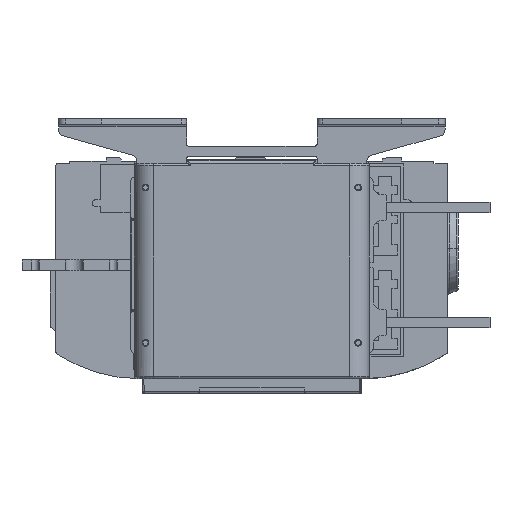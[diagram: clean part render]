
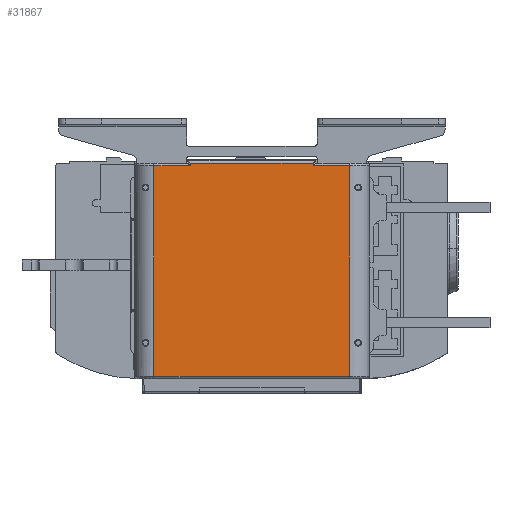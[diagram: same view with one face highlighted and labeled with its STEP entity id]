
A CAD part, left-side view. The second image highlights one B-rep face of the part: STEP entity #31867.
In plain terms, the highlighted face is planar.
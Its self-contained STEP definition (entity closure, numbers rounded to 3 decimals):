
#30727=DIRECTION('',(0.,1.,0.));
#30728=VECTOR('',#30727,161.);
#30729=CARTESIAN_POINT('',(15.,-76.,-75.));
#30730=LINE('',#30729,#30728);
#30796=CARTESIAN_POINT('',(15.,-78.,-47.));
#30798=DIRECTION('',(0.,1.,0.));
#30799=VECTOR('',#30798,2.);
#30800=CARTESIAN_POINT('',(15.,-78.,-47.));
#30801=LINE('',#30800,#30799);
#30830=CARTESIAN_POINT('',(15.,-78.,47.));
#30832=DIRECTION('',(0.,0.,-1.));
#30833=VECTOR('',#30832,94.);
#30834=CARTESIAN_POINT('',(15.,-78.,47.));
#30835=LINE('',#30834,#30833);
#30880=CARTESIAN_POINT('',(15.,-76.,47.));
#30882=DIRECTION('',(0.,-1.,0.));
#30883=VECTOR('',#30882,2.);
#30884=CARTESIAN_POINT('',(15.,-76.,47.));
#30885=LINE('',#30884,#30883);
#30890=DIRECTION('',(0.,0.,-1.));
#30891=VECTOR('',#30890,28.);
#30892=CARTESIAN_POINT('',(15.,-76.,75.));
#30893=LINE('',#30892,#30891);
#30927=DIRECTION('',(0.,-1.,0.));
#30928=VECTOR('',#30927,161.);
#30929=CARTESIAN_POINT('',(15.,85.,75.));
#30930=LINE('',#30929,#30928);
#30973=DIRECTION('',(0.,0.,1.));
#30974=VECTOR('',#30973,150.);
#30975=CARTESIAN_POINT('',(15.,85.,-75.));
#30976=LINE('',#30975,#30974);
#30977=DIRECTION('',(0.,0.,-1.));
#30978=VECTOR('',#30977,28.);
#30979=CARTESIAN_POINT('',(15.,-76.,-47.));
#30980=LINE('',#30979,#30978);
#31471=CARTESIAN_POINT('',(15.,85.,75.));
#31472=VERTEX_POINT('',#31471);
#31473=CARTESIAN_POINT('',(15.,-76.,75.));
#31474=VERTEX_POINT('',#31473);
#31485=CARTESIAN_POINT('',(15.,85.,-75.));
#31486=VERTEX_POINT('',#31485);
#31489=CARTESIAN_POINT('',(15.,-76.,-75.));
#31490=VERTEX_POINT('',#31489);
#31503=VERTEX_POINT('',#30796);
#31504=CARTESIAN_POINT('',(15.,-76.,-47.));
#31505=VERTEX_POINT('',#31504);
#31508=VERTEX_POINT('',#30830);
#31511=VERTEX_POINT('',#30880);
#31851=CARTESIAN_POINT('',(15.,0.,0.));
#31852=DIRECTION('',(1.,0.,0.));
#31853=DIRECTION('',(0.,0.,-1.));
#31854=AXIS2_PLACEMENT_3D('',#31851,#31852,#31853);
#31855=PLANE('',#31854);
#31856=ORIENTED_EDGE('',*,*,#31845,.F.);
#31857=ORIENTED_EDGE('',*,*,#31598,.F.);
#31859=ORIENTED_EDGE('',*,*,#31858,.F.);
#31860=ORIENTED_EDGE('',*,*,#31669,.F.);
#31861=ORIENTED_EDGE('',*,*,#31685,.F.);
#31862=ORIENTED_EDGE('',*,*,#31726,.F.);
#31863=ORIENTED_EDGE('',*,*,#31741,.F.);
#31864=ORIENTED_EDGE('',*,*,#31787,.F.);
#31865=EDGE_LOOP('',(#31856,#31857,#31859,#31860,#31861,#31862,#31863,#31864));
#31866=FACE_OUTER_BOUND('',#31865,.F.);
#31867=ADVANCED_FACE('',(#31866),#31855,.T.);
#31598=EDGE_CURVE('',#31490,#31486,#30730,.T.);
#31669=EDGE_CURVE('',#31503,#31505,#30801,.T.);
#31685=EDGE_CURVE('',#31508,#31503,#30835,.T.);
#31726=EDGE_CURVE('',#31511,#31508,#30885,.T.);
#31741=EDGE_CURVE('',#31474,#31511,#30893,.T.);
#31787=EDGE_CURVE('',#31472,#31474,#30930,.T.);
#31845=EDGE_CURVE('',#31486,#31472,#30976,.T.);
#31858=EDGE_CURVE('',#31505,#31490,#30980,.T.);
